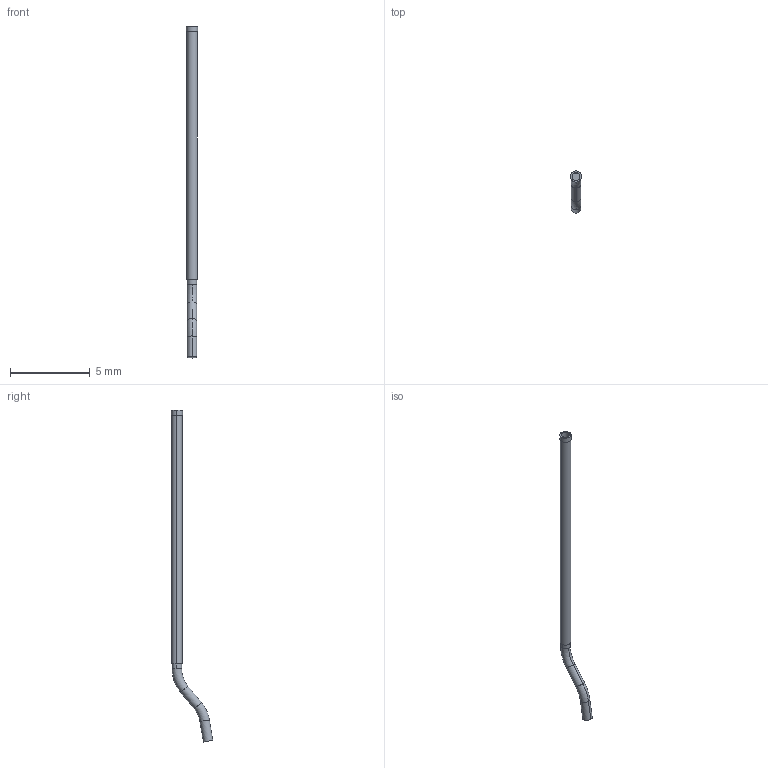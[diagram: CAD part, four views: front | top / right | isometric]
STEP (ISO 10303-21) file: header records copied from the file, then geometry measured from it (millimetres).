
FILE_DESCRIPTION (( 'STEP AP203' ), '1' );
FILE_NAME ('MOD-H109LI.step', '2015-07-09T11:47:48', ( 'firstrun' ), ( 'Hewlett-Packard Company' ), 'SwSTEP 2.0', 'SolidWorks 2012', '' );
FILE_SCHEMA (( 'CONFIG_CONTROL_DESIGN' ));
Length unit declared in the file: millimetre
Products named in the file (1): MOD-H109LI
Bounding box: 0.71 x 2.61 x 20.8 mm (x, y, z)
Volume: 3.9 mm3; surface area: 69.4 mm2
Topology: 1 solids, 1 shells, 176 faces, 499 edges, 330 vertices
Faces by surface type: plane 66, bspline 62, cylinder 44, torus 4
Entity records: 6652 total; most frequent: CARTESIAN_POINT 2518, ORIENTED_EDGE 998, DIRECTION 626, EDGE_CURVE 499, VERTEX_POINT 330, AXIS2_PLACEMENT_3D 239, B_SPLINE_CURVE_WITH_KNOTS 227, EDGE_LOOP 181
